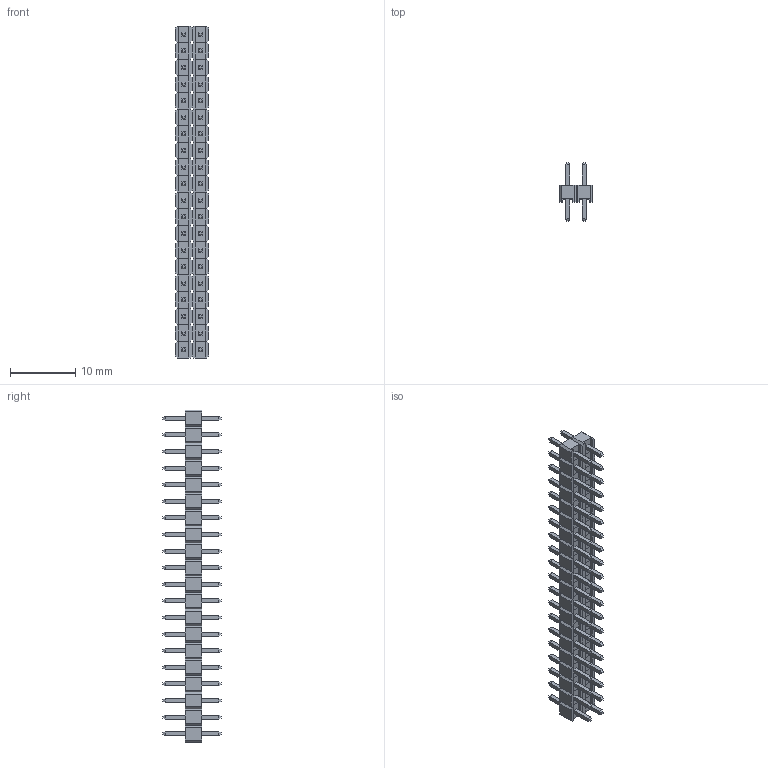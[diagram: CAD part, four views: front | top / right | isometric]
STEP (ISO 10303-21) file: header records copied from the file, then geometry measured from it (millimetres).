
FILE_DESCRIPTION (( 'STEP AP214' ), '1' );
FILE_NAME ('Pin Header 2x20 Way.STEP', '2025-07-01T09:35:36', ( '' ), ( '' ), 'SwSTEP 2.0', 'SolidWorks 2025', '' );
FILE_SCHEMA (( 'AUTOMOTIVE_DESIGN' ));
Length unit declared in the file: millimetre
Products named in the file (1): Pin Header 2x20 Way
Bounding box: 5.08 x 8.88 x 50.8 mm (x, y, z)
Volume: 649.1 mm3; surface area: 2093.2 mm2
Topology: 40 solids, 40 shells, 1280 faces, 3040 edges, 1920 vertices
Faces by surface type: plane 1280
Entity records: 49984 total; most frequent: CARTESIAN_POINT 6241, ORIENTED_EDGE 6080, DIRECTION 5602, EDGE_CURVE 3040, LINE 3040, VECTOR 3040, VERTEX_POINT 1920, EDGE_LOOP 1360
